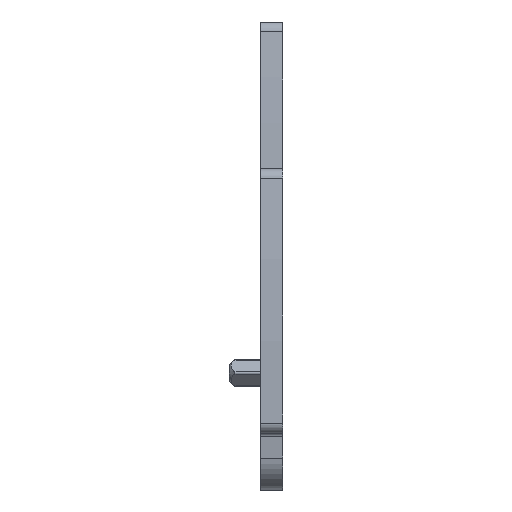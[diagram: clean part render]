
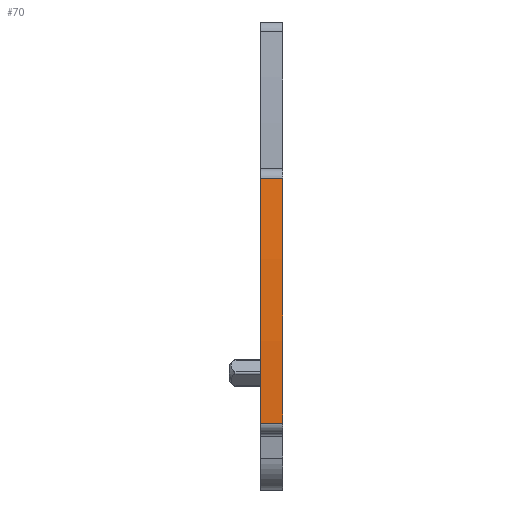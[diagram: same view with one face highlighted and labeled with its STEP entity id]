
A CAD part, front view. The second image highlights one B-rep face of the part: STEP entity #70.
In plain terms, the highlighted cylindrical face has radius 154.9 mm (diameter 309.8 mm), a partial arc.
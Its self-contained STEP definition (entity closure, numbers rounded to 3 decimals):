
#34=AXIS2_PLACEMENT_3D('Cylinder Axis2P3D',#31,#32,#33) ;
#47=AXIS2_PLACEMENT_3D('Circle Axis2P3D',#45,#46,$) ;
#61=AXIS2_PLACEMENT_3D('Circle Axis2P3D',#59,#60,$) ;
#31=CARTESIAN_POINT('Axis2P3D Location',(4.05,154.9,10.)) ;
#36=CARTESIAN_POINT('Line Origine',(4.05,1.261,29.727)) ;
#40=CARTESIAN_POINT('Vertex',(3.,1.261,29.727)) ;
#42=CARTESIAN_POINT('Vertex',(5.1,1.261,29.727)) ;
#45=CARTESIAN_POINT('Axis2P3D Location',(3.,154.9,10.)) ;
#49=CARTESIAN_POINT('Vertex',(3.,0.042,6.377)) ;
#52=CARTESIAN_POINT('Line Origine',(4.05,0.042,6.377)) ;
#56=CARTESIAN_POINT('Vertex',(5.1,0.042,6.377)) ;
#59=CARTESIAN_POINT('Axis2P3D Location',(5.1,154.9,10.)) ;
#32=DIRECTION('Axis2P3D Direction',(1.,0.,0.)) ;
#33=DIRECTION('Axis2P3D XDirection',(0.,-0.992,0.127)) ;
#37=DIRECTION('Vector Direction',(1.,0.,0.)) ;
#46=DIRECTION('Axis2P3D Direction',(1.,0.,0.)) ;
#53=DIRECTION('Vector Direction',(1.,0.,0.)) ;
#60=DIRECTION('Axis2P3D Direction',(1.,0.,0.)) ;
#38=VECTOR('Line Direction',#37,1.) ;
#54=VECTOR('Line Direction',#53,1.) ;
#65=ORIENTED_EDGE('',*,*,#44,.F.) ;
#66=ORIENTED_EDGE('',*,*,#51,.T.) ;
#67=ORIENTED_EDGE('',*,*,#58,.T.) ;
#68=ORIENTED_EDGE('',*,*,#63,.F.) ;
#70=ADVANCED_FACE('SEP_2T_2-5',(#69),#35,.T.) ;
#48=CIRCLE('generated circle',#47,154.9) ;
#62=CIRCLE('generated circle',#61,154.9) ;
#35=CYLINDRICAL_SURFACE('generated cylinder',#34,154.9) ;
#44=EDGE_CURVE('',#41,#43,#39,.T.) ;
#51=EDGE_CURVE('',#41,#50,#48,.T.) ;
#58=EDGE_CURVE('',#50,#57,#55,.T.) ;
#63=EDGE_CURVE('',#43,#57,#62,.T.) ;
#64=EDGE_LOOP('',(#65,#66,#67,#68)) ;
#69=FACE_OUTER_BOUND('',#64,.T.) ;
#39=LINE('Line',#36,#38) ;
#55=LINE('Line',#52,#54) ;
#41=VERTEX_POINT('',#40) ;
#43=VERTEX_POINT('',#42) ;
#50=VERTEX_POINT('',#49) ;
#57=VERTEX_POINT('',#56) ;
